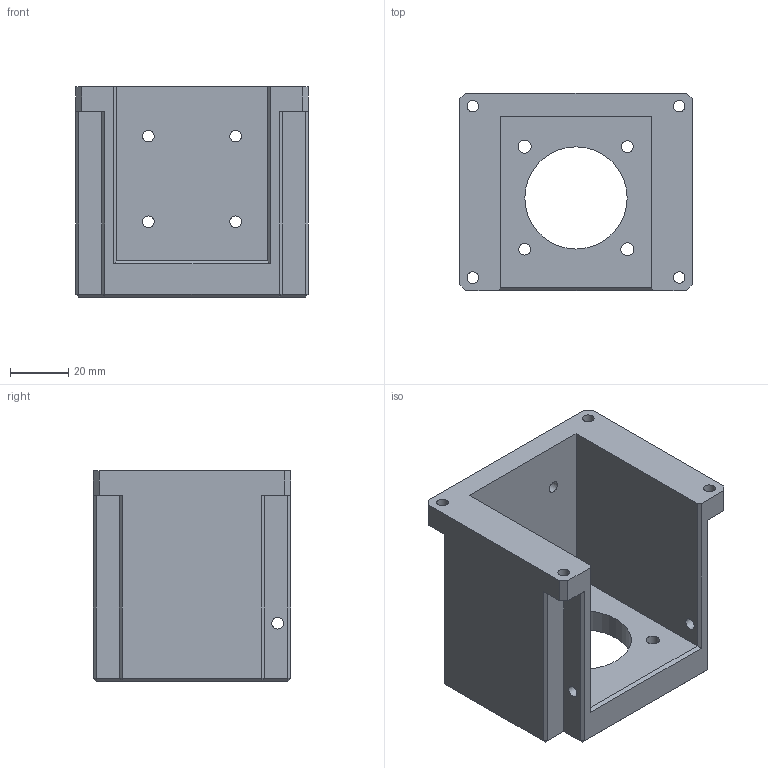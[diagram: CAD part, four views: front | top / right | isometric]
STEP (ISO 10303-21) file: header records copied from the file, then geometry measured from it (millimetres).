
FILE_DESCRIPTION(/* description */ (''),/* implementation_level */ '2;1');
FILE_NAME(/* name */ '',/* time_stamp */ '2023-09-23T10:11:13+08:00',/* author */ (''),/* organization */ (''),/* preprocessor_version */ 'ST-DEVELOPER v20',/* originating_system */ 'Autodesk Translation Framework v12.9.0.99',/* authorisation */ '');
FILE_SCHEMA (('AUTOMOTIVE_DESIGN { 1 0 10303 214 3 1 1 }'));
Length unit declared in the file: millimetre
Products named in the file (1): 底座v2
Bounding box: 80 x 68 x 72.5 mm (x, y, z)
Volume: 168371.5 mm3; surface area: 39592.1 mm2
Topology: 1 solids, 1 shells, 81 faces, 200 edges, 122 vertices
Faces by surface type: plane 66, cylinder 15
Full cylindrical faces by diameter (mm): 4 x12, 4.5 x2, 35.2 x1
Entity records: 2425 total; most frequent: CARTESIAN_POINT 404, ORIENTED_EDGE 400, DIRECTION 394, EDGE_CURVE 200, LINE 170, VECTOR 170, VERTEX_POINT 122, EDGE_LOOP 112
